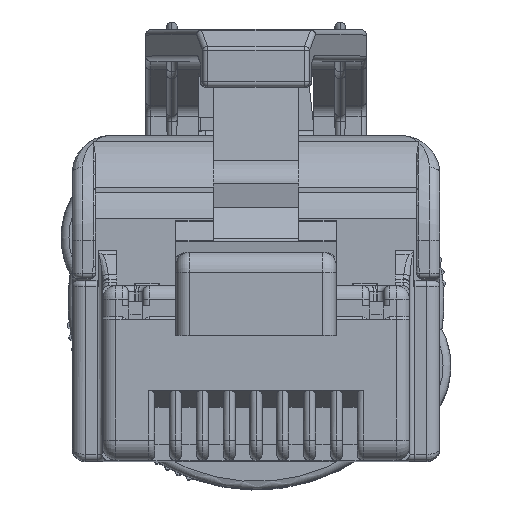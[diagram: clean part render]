
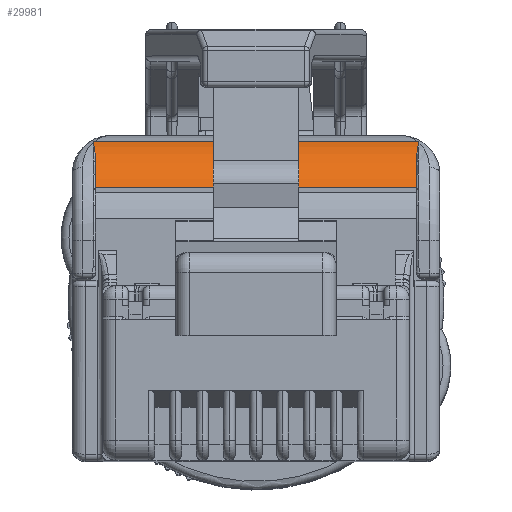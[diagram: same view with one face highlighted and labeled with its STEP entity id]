
A CAD part, top view. The second image highlights one B-rep face of the part: STEP entity #29981.
In plain terms, the highlighted cylindrical face has radius 2.85 mm (diameter 5.7 mm), a partial arc.
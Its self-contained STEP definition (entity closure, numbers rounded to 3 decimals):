
#1305 = EDGE_CURVE ( 'NONE', #43357, #50786, #31217, .T. ) ;
#1378 = ORIENTED_EDGE ( 'NONE', *, *, #16356, .T. ) ;
#1931 = CARTESIAN_POINT ( 'NONE',  ( 6.15, 9.803, -14.731 ) ) ;
#2157 = CYLINDRICAL_SURFACE ( 'NONE', #16281, 2.85 ) ;
#2422 = B_SPLINE_CURVE_WITH_KNOTS ( 'NONE', 3,
 ( #30966, #44210, #35783, #47683, #39470, #31336, #22717 ),
 .UNSPECIFIED., .F., .F.,
 ( 4, 3, 4 ),
 ( 0., 0., 0. ),
 .UNSPECIFIED. ) ;
#3786 = CARTESIAN_POINT ( 'NONE',  ( 6.1, 8.251, -13.48 ) ) ;
#3886 = LINE ( 'NONE', #35809, #40131 ) ;
#4561 = VERTEX_POINT ( 'NONE', #21105 ) ;
#4591 = CARTESIAN_POINT ( 'NONE',  ( 6.166, 10.01, -15.189 ) ) ;
#7116 = VECTOR ( 'NONE', #21141, 1000. ) ;
#7694 = VERTEX_POINT ( 'NONE', #41848 ) ;
#9321 = CARTESIAN_POINT ( 'NONE',  ( -6.1, 8.251, -13.48 ) ) ;
#10628 = CARTESIAN_POINT ( 'NONE',  ( 6.1, 9.216, -14.036 ) ) ;
#10985 = CARTESIAN_POINT ( 'NONE',  ( 6.114, 9.542, -14.358 ) ) ;
#11228 = CARTESIAN_POINT ( 'NONE',  ( 6.1, 7.338, -16.18 ) ) ;
#12221 = ORIENTED_EDGE ( 'NONE', *, *, #17618, .F. ) ;
#12731 = CARTESIAN_POINT ( 'NONE',  ( -6.166, 10.01, -15.189 ) ) ;
#12959 = EDGE_CURVE ( 'NONE', #43357, #45222, #3886, .T. ) ;
#13504 = ORIENTED_EDGE ( 'NONE', *, *, #39486, .F. ) ;
#14558 = CARTESIAN_POINT ( 'NONE',  ( 6.17, 10.008, -15.183 ) ) ;
#14637 = CARTESIAN_POINT ( 'NONE',  ( -6.114, 9.542, -14.358 ) ) ;
#15358 = CARTESIAN_POINT ( 'NONE',  ( -6.195, 9.994, -15.145 ) ) ;
#15414 = FACE_OUTER_BOUND ( 'NONE', #17105, .T. ) ;
#16281 = AXIS2_PLACEMENT_3D ( 'NONE', #16359, #54014, #41181 ) ;
#16356 = EDGE_CURVE ( 'NONE', #7694, #4561, #25139, .T. ) ;
#16359 = CARTESIAN_POINT ( 'NONE',  ( -6.55, 7.338, -16.18 ) ) ;
#17105 = EDGE_LOOP ( 'NONE', ( #24193, #27259, #22578, #1378, #12221, #41820, #13504, #53673 ) ) ;
#17618 = EDGE_CURVE ( 'NONE', #42693, #4561, #18539, .T. ) ;
#17702 = CARTESIAN_POINT ( 'NONE',  ( 6.166, 10.01, -15.189 ) ) ;
#18539 = B_SPLINE_CURVE_WITH_KNOTS ( 'NONE', 3,
 ( #17702, #14558, #40110, #35504, #18965, #27254, #35319 ),
 .UNSPECIFIED., .F., .F.,
 ( 4, 3, 4 ),
 ( 0., 0., 0. ),
 .UNSPECIFIED. ) ;
#18965 = CARTESIAN_POINT ( 'NONE',  ( 6.184, 10.001, -15.163 ) ) ;
#21105 = CARTESIAN_POINT ( 'NONE',  ( 6.195, 9.994, -15.145 ) ) ;
#21141 = DIRECTION ( 'NONE',  ( 1., 0., 0. ) ) ;
#21881 = CARTESIAN_POINT ( 'NONE',  ( -6.195, 9.994, -15.145 ) ) ;
#22578 = ORIENTED_EDGE ( 'NONE', *, *, #43165, .F. ) ;
#22717 = CARTESIAN_POINT ( 'NONE',  ( -6.166, 10.01, -15.189 ) ) ;
#23167 = CIRCLE ( 'NONE', #47887, 2.85 ) ;
#24022 = CARTESIAN_POINT ( 'NONE',  ( -6.1, 7.338, -16.18 ) ) ;
#24193 = ORIENTED_EDGE ( 'NONE', *, *, #1305, .F. ) ;
#25114 = AXIS2_PLACEMENT_3D ( 'NONE', #24022, #27934, #36545 ) ;
#25139 = B_SPLINE_CURVE_WITH_KNOTS ( 'NONE', 3,
 ( #10628, #35637, #10985, #1931, #31747, #40407 ),
 .UNSPECIFIED., .F., .F.,
 ( 4, 2, 4 ),
 ( 0., 0.001, 0.001 ),
 .UNSPECIFIED. ) ;
#26832 = VERTEX_POINT ( 'NONE', #12731 ) ;
#27254 = CARTESIAN_POINT ( 'NONE',  ( 6.19, 9.997, -15.154 ) ) ;
#27259 = ORIENTED_EDGE ( 'NONE', *, *, #12959, .T. ) ;
#27934 = DIRECTION ( 'NONE',  ( -1., 0., 0. ) ) ;
#29981 = ADVANCED_FACE ( 'NONE', ( #15414 ), #2157, .T. ) ;
#30966 = CARTESIAN_POINT ( 'NONE',  ( -6.195, 9.994, -15.145 ) ) ;
#31174 = DIRECTION ( 'NONE',  ( 1., 0., 0. ) ) ;
#31217 = CIRCLE ( 'NONE', #25114, 2.85 ) ;
#31336 = CARTESIAN_POINT ( 'NONE',  ( -6.17, 10.008, -15.183 ) ) ;
#31747 = CARTESIAN_POINT ( 'NONE',  ( 6.172, 9.911, -14.933 ) ) ;
#32233 = CARTESIAN_POINT ( 'NONE',  ( -6.172, 9.911, -14.933 ) ) ;
#33482 = B_SPLINE_CURVE_WITH_KNOTS ( 'NONE', 3,
 ( #15358, #32233, #35943, #14637, #48232, #53208 ),
 .UNSPECIFIED., .F., .F.,
 ( 4, 2, 4 ),
 ( 0., 0.001, 0.001 ),
 .UNSPECIFIED. ) ;
#35319 = CARTESIAN_POINT ( 'NONE',  ( 6.195, 9.994, -15.145 ) ) ;
#35504 = CARTESIAN_POINT ( 'NONE',  ( 6.178, 10.004, -15.172 ) ) ;
#35637 = CARTESIAN_POINT ( 'NONE',  ( 6.1, 9.389, -14.187 ) ) ;
#35783 = CARTESIAN_POINT ( 'NONE',  ( -6.184, 10.001, -15.163 ) ) ;
#35809 = CARTESIAN_POINT ( 'NONE',  ( -6.55, 8.251, -13.48 ) ) ;
#35943 = CARTESIAN_POINT ( 'NONE',  ( -6.15, 9.803, -14.731 ) ) ;
#36545 = DIRECTION ( 'NONE',  ( 0., 0., -1. ) ) ;
#36964 = DIRECTION ( 'NONE',  ( 1., 0., 0. ) ) ;
#37168 = CARTESIAN_POINT ( 'NONE',  ( -6.55, 10.01, -15.189 ) ) ;
#39470 = CARTESIAN_POINT ( 'NONE',  ( -6.174, 10.006, -15.177 ) ) ;
#39486 = EDGE_CURVE ( 'NONE', #48400, #26832, #2422, .T. ) ;
#40110 = CARTESIAN_POINT ( 'NONE',  ( 6.174, 10.006, -15.177 ) ) ;
#40131 = VECTOR ( 'NONE', #31174, 1000. ) ;
#40350 = CARTESIAN_POINT ( 'NONE',  ( -6.1, 9.216, -14.036 ) ) ;
#40407 = CARTESIAN_POINT ( 'NONE',  ( 6.195, 9.994, -15.145 ) ) ;
#40702 = LINE ( 'NONE', #37168, #7116 ) ;
#41181 = DIRECTION ( 'NONE',  ( 0., 0., 1. ) ) ;
#41820 = ORIENTED_EDGE ( 'NONE', *, *, #49811, .F. ) ;
#41848 = CARTESIAN_POINT ( 'NONE',  ( 6.1, 9.216, -14.036 ) ) ;
#42693 = VERTEX_POINT ( 'NONE', #4591 ) ;
#43165 = EDGE_CURVE ( 'NONE', #7694, #45222, #23167, .T. ) ;
#43357 = VERTEX_POINT ( 'NONE', #9321 ) ;
#44108 = EDGE_CURVE ( 'NONE', #48400, #50786, #33482, .T. ) ;
#44210 = CARTESIAN_POINT ( 'NONE',  ( -6.19, 9.997, -15.154 ) ) ;
#44838 = DIRECTION ( 'NONE',  ( 0., 0., -1. ) ) ;
#45222 = VERTEX_POINT ( 'NONE', #3786 ) ;
#47683 = CARTESIAN_POINT ( 'NONE',  ( -6.178, 10.004, -15.172 ) ) ;
#47887 = AXIS2_PLACEMENT_3D ( 'NONE', #11228, #36964, #44838 ) ;
#48232 = CARTESIAN_POINT ( 'NONE',  ( -6.1, 9.389, -14.187 ) ) ;
#48400 = VERTEX_POINT ( 'NONE', #21881 ) ;
#49811 = EDGE_CURVE ( 'NONE', #26832, #42693, #40702, .T. ) ;
#50786 = VERTEX_POINT ( 'NONE', #40350 ) ;
#53208 = CARTESIAN_POINT ( 'NONE',  ( -6.1, 9.216, -14.036 ) ) ;
#53673 = ORIENTED_EDGE ( 'NONE', *, *, #44108, .T. ) ;
#54014 = DIRECTION ( 'NONE',  ( 1., 0., 0. ) ) ;
